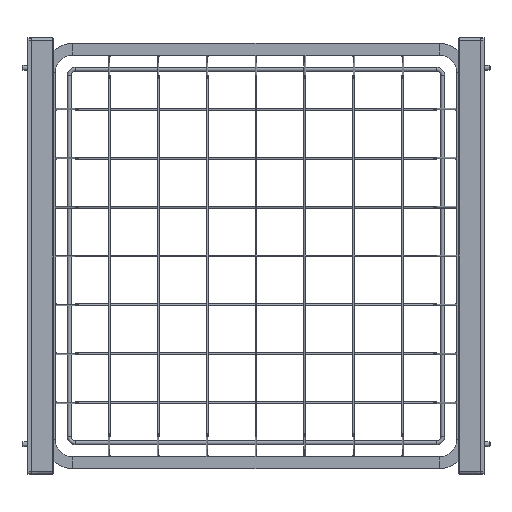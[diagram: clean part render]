
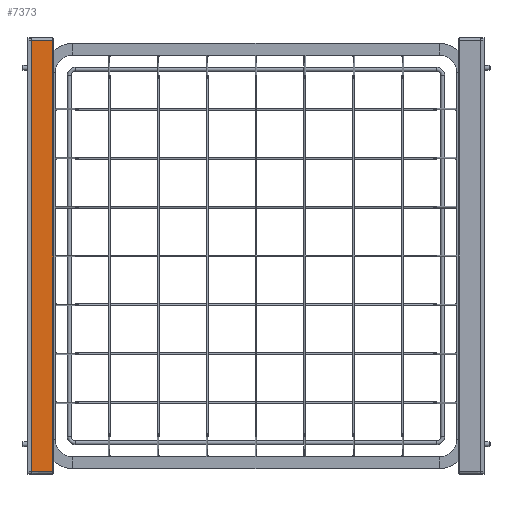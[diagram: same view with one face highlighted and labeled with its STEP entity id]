
A CAD part, front view. The second image highlights one B-rep face of the part: STEP entity #7373.
In plain terms, the highlighted planar face has unit normal (0.018, -1, 0).
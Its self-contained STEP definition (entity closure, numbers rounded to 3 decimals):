
#964 = VERTEX_POINT ( 'NONE', #2400 ) ;
#1387 = EDGE_LOOP ( 'NONE', ( #6933, #3268, #11388, #6698 ) ) ;
#1424 = PLANE ( 'NONE',  #4806 ) ;
#1885 = DIRECTION ( 'NONE',  ( 0., 0., -1. ) ) ;
#2400 = CARTESIAN_POINT ( 'NONE',  ( 0., -11., -220.5 ) ) ;
#3234 = VECTOR ( 'NONE', #11046, 1000. ) ;
#3268 = ORIENTED_EDGE ( 'NONE', *, *, #4948, .T. ) ;
#3622 = VERTEX_POINT ( 'NONE', #6242 ) ;
#3734 = LINE ( 'NONE', #7409, #4662 ) ;
#4105 = CARTESIAN_POINT ( 'NONE',  ( 21.509, -10.625, 220.125 ) ) ;
#4133 = DIRECTION ( 'NONE',  ( 0.017, -1., 0. ) ) ;
#4259 = EDGE_CURVE ( 'NONE', #11149, #11442, #10001, .T. ) ;
#4662 = VECTOR ( 'NONE', #11192, 1000. ) ;
#4806 = AXIS2_PLACEMENT_3D ( 'NONE', #11576, #4133, #6139 ) ;
#4948 = EDGE_CURVE ( 'NONE', #3622, #11149, #3734, .T. ) ;
#5021 = VECTOR ( 'NONE', #1885, 1000. ) ;
#6139 = DIRECTION ( 'NONE',  ( 1., 0.017, 0. ) ) ;
#6242 = CARTESIAN_POINT ( 'NONE',  ( 21.509, -10.625, -220.125 ) ) ;
#6698 = ORIENTED_EDGE ( 'NONE', *, *, #8095, .T. ) ;
#6933 = ORIENTED_EDGE ( 'NONE', *, *, #10686, .T. ) ;
#7069 = FACE_OUTER_BOUND ( 'NONE', #1387, .T. ) ;
#7373 = ADVANCED_FACE ( 'NONE', ( #7069 ), #1424, .T. ) ;
#7395 = CARTESIAN_POINT ( 'NONE',  ( 0., -11., 220.5 ) ) ;
#7409 = CARTESIAN_POINT ( 'NONE',  ( 21.509, -10.625, 220.116 ) ) ;
#7464 = LINE ( 'NONE', #9228, #5021 ) ;
#8095 = EDGE_CURVE ( 'NONE', #11442, #964, #7464, .T. ) ;
#8178 = CARTESIAN_POINT ( 'NONE',  ( -0.052, -11.001, 220.501 ) ) ;
#9228 = CARTESIAN_POINT ( 'NONE',  ( 0., -11., 223.5 ) ) ;
#9609 = DIRECTION ( 'NONE',  ( 1., 0.017, 0.017 ) ) ;
#9726 = CARTESIAN_POINT ( 'NONE',  ( 7.745, -10.865, -220.365 ) ) ;
#9757 = VECTOR ( 'NONE', #9609, 1000. ) ;
#10001 = LINE ( 'NONE', #8178, #3234 ) ;
#10686 = EDGE_CURVE ( 'NONE', #964, #3622, #10773, .T. ) ;
#10773 = LINE ( 'NONE', #9726, #9757 ) ;
#11046 = DIRECTION ( 'NONE',  ( -1., -0.017, 0.017 ) ) ;
#11149 = VERTEX_POINT ( 'NONE', #4105 ) ;
#11192 = DIRECTION ( 'NONE',  ( 0., 0., 1. ) ) ;
#11388 = ORIENTED_EDGE ( 'NONE', *, *, #4259, .T. ) ;
#11442 = VERTEX_POINT ( 'NONE', #7395 ) ;
#11576 = CARTESIAN_POINT ( 'NONE',  ( 0., -11., 223.5 ) ) ;
